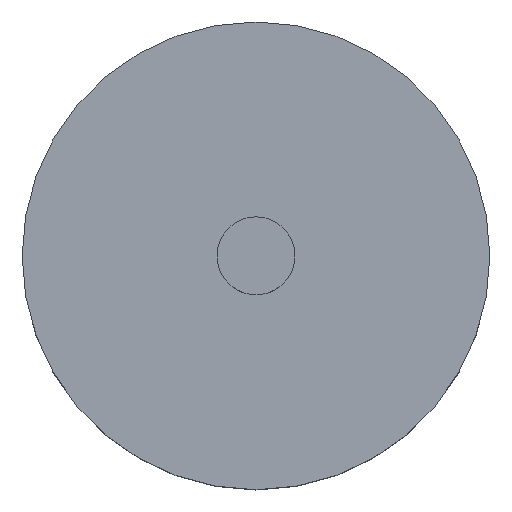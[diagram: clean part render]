
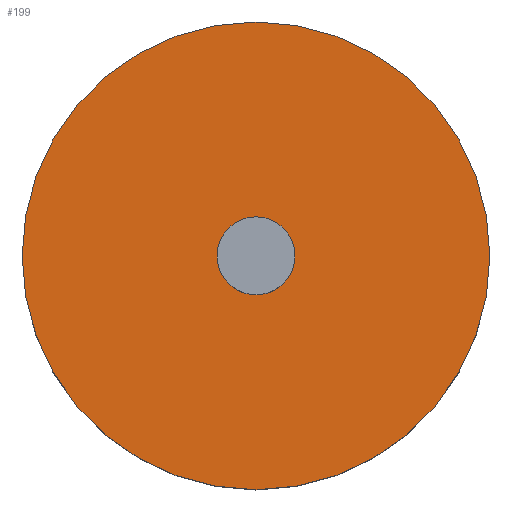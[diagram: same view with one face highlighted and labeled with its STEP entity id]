
A CAD part, top view. The second image highlights one B-rep face of the part: STEP entity #199.
In plain terms, the highlighted planar face has unit normal (0, 0, 1).
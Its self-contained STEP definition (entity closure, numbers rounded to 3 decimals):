
#130 = CYLINDRICAL_SURFACE('',#131,30.);
#131 = AXIS2_PLACEMENT_3D('',#132,#133,#134);
#132 = CARTESIAN_POINT('',(0.,0.,0.));
#133 = DIRECTION('',(-0.,-0.,-1.));
#134 = DIRECTION('',(1.,0.,0.));
#149 = VERTEX_POINT('',#150);
#150 = CARTESIAN_POINT('',(30.,0.,20.));
#171 = EDGE_CURVE('',#149,#149,#172,.T.);
#172 = SURFACE_CURVE('',#173,(#178,#185),.PCURVE_S1.);
#173 = CIRCLE('',#174,30.);
#174 = AXIS2_PLACEMENT_3D('',#175,#176,#177);
#175 = CARTESIAN_POINT('',(0.,0.,20.));
#176 = DIRECTION('',(0.,0.,1.));
#177 = DIRECTION('',(1.,0.,0.));
#178 = PCURVE('',#130,#179);
#179 = DEFINITIONAL_REPRESENTATION('',(#180),#184);
#180 = LINE('',#181,#182);
#181 = CARTESIAN_POINT('',(-0.,-20.));
#182 = VECTOR('',#183,1.);
#183 = DIRECTION('',(-1.,0.));
#184 = ( GEOMETRIC_REPRESENTATION_CONTEXT(2) 
PARAMETRIC_REPRESENTATION_CONTEXT() REPRESENTATION_CONTEXT('2D SPACE',''
  ) );
#185 = PCURVE('',#186,#191);
#186 = PLANE('',#187);
#187 = AXIS2_PLACEMENT_3D('',#188,#189,#190);
#188 = CARTESIAN_POINT('',(0.,0.,20.));
#189 = DIRECTION('',(0.,0.,1.));
#190 = DIRECTION('',(1.,0.,-0.));
#191 = DEFINITIONAL_REPRESENTATION('',(#192),#196);
#192 = CIRCLE('',#193,30.);
#193 = AXIS2_PLACEMENT_2D('',#194,#195);
#194 = CARTESIAN_POINT('',(0.,0.));
#195 = DIRECTION('',(1.,0.));
#196 = ( GEOMETRIC_REPRESENTATION_CONTEXT(2) 
PARAMETRIC_REPRESENTATION_CONTEXT() REPRESENTATION_CONTEXT('2D SPACE',''
  ) );
#199 = ADVANCED_FACE('',(#200,#203),#186,.T.);
#200 = FACE_BOUND('',#201,.T.);
#201 = EDGE_LOOP('',(#202));
#202 = ORIENTED_EDGE('',*,*,#171,.T.);
#203 = FACE_BOUND('',#204,.T.);
#204 = EDGE_LOOP('',(#205));
#205 = ORIENTED_EDGE('',*,*,#206,.T.);
#206 = EDGE_CURVE('',#207,#207,#209,.T.);
#207 = VERTEX_POINT('',#208);
#208 = CARTESIAN_POINT('',(5.,0.,20.));
#209 = SURFACE_CURVE('',#210,(#215,#226),.PCURVE_S1.);
#210 = CIRCLE('',#211,5.);
#211 = AXIS2_PLACEMENT_3D('',#212,#213,#214);
#212 = CARTESIAN_POINT('',(0.,0.,20.));
#213 = DIRECTION('',(0.,0.,-1.));
#214 = DIRECTION('',(1.,0.,0.));
#215 = PCURVE('',#186,#216);
#216 = DEFINITIONAL_REPRESENTATION('',(#217),#225);
#217 = ( BOUNDED_CURVE() B_SPLINE_CURVE(2,(#218,#219,#220,#221,#222,#223
,#224),.UNSPECIFIED.,.T.,.F.) B_SPLINE_CURVE_WITH_KNOTS((1,2,2,2,2,1),(
    -2.094,0.,2.094,4.189,6.283,
8.378),.UNSPECIFIED.) CURVE() GEOMETRIC_REPRESENTATION_ITEM() 
RATIONAL_B_SPLINE_CURVE((1.,0.5,1.,0.5,1.,0.5,1.)) REPRESENTATION_ITEM(
  '') );
#218 = CARTESIAN_POINT('',(5.,0.));
#219 = CARTESIAN_POINT('',(5.,-8.66));
#220 = CARTESIAN_POINT('',(-2.5,-4.33));
#221 = CARTESIAN_POINT('',(-10.,0.));
#222 = CARTESIAN_POINT('',(-2.5,4.33));
#223 = CARTESIAN_POINT('',(5.,8.66));
#224 = CARTESIAN_POINT('',(5.,0.));
#225 = ( GEOMETRIC_REPRESENTATION_CONTEXT(2) 
PARAMETRIC_REPRESENTATION_CONTEXT() REPRESENTATION_CONTEXT('2D SPACE',''
  ) );
#226 = PCURVE('',#227,#232);
#227 = CYLINDRICAL_SURFACE('',#228,5.);
#228 = AXIS2_PLACEMENT_3D('',#229,#230,#231);
#229 = CARTESIAN_POINT('',(0.,0.,-5.));
#230 = DIRECTION('',(-0.,-0.,-1.));
#231 = DIRECTION('',(1.,0.,0.));
#232 = DEFINITIONAL_REPRESENTATION('',(#233),#237);
#233 = LINE('',#234,#235);
#234 = CARTESIAN_POINT('',(-6.283,-25.));
#235 = VECTOR('',#236,1.);
#236 = DIRECTION('',(1.,-0.));
#237 = ( GEOMETRIC_REPRESENTATION_CONTEXT(2) 
PARAMETRIC_REPRESENTATION_CONTEXT() REPRESENTATION_CONTEXT('2D SPACE',''
  ) );
